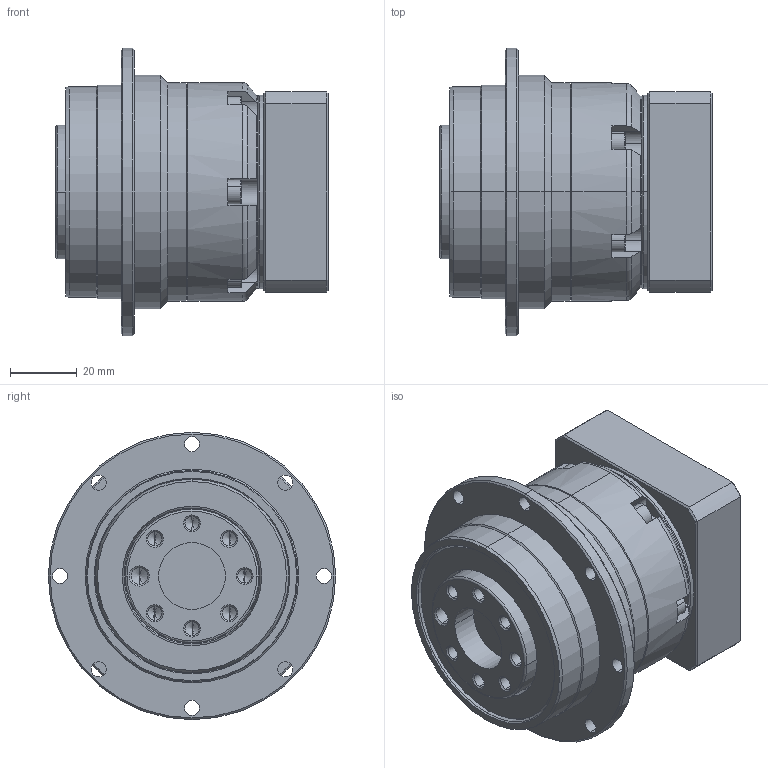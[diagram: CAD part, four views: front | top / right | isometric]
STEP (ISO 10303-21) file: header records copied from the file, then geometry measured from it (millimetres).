
FILE_DESCRIPTION (( 'STEP AP203' ), '1' );
FILE_NAME ('PGF064-L1-14-50-70-M4.STEP', '2024-02-23T07:29:56', ( '' ), ( '' ), 'SwSTEP 2.0', 'SolidWorks 2018', '' );
FILE_SCHEMA (( 'CONFIG_CONTROL_DESIGN' ));
Length unit declared in the file: millimetre
Products named in the file (1): PGF064-L1-14-50-70-M4
Bounding box: 81.5 x 86 x 86 mm (x, y, z)
Volume: 242294.2 mm3; surface area: 68642.9 mm2
Topology: 19 solids, 19 shells, 523 faces, 1239 edges, 768 vertices
Faces by surface type: plane 208, cylinder 154, cone 107, torus 54
Entity records: 15408 total; most frequent: CARTESIAN_POINT 3121, DIRECTION 2677, ORIENTED_EDGE 2430, EDGE_CURVE 1215, AXIS2_PLACEMENT_3D 1036, VERTEX_POINT 768, VECTOR 605, LINE 605
